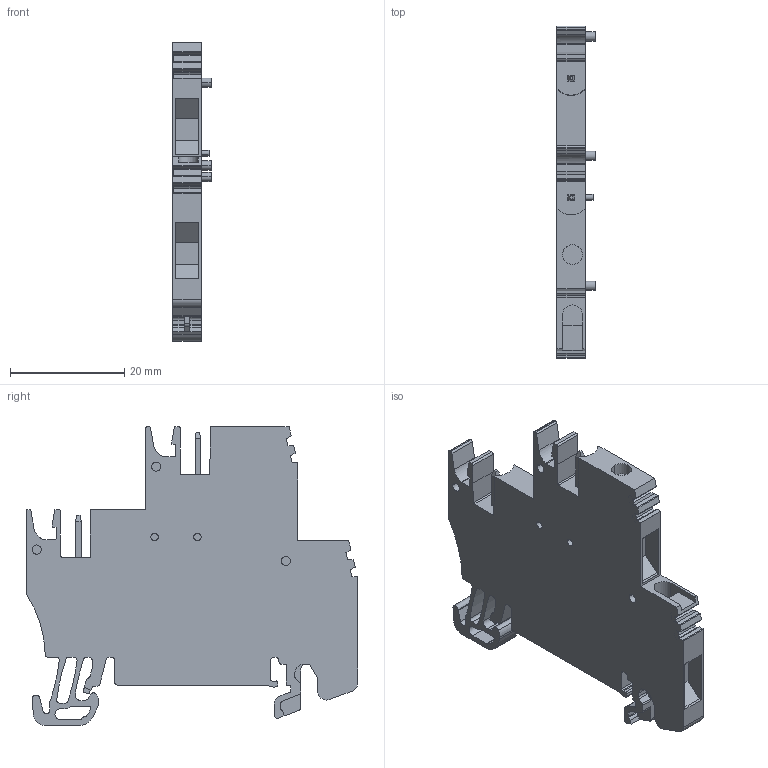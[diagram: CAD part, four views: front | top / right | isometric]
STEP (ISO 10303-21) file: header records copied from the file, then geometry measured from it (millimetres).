
FILE_DESCRIPTION(('CATIA V5 STEP Exchange','CAx-IF Rec.Pracs.--- Model Styling and Organization---1.4--- 2014-01-23'),'2;1');
FILE_NAME ('D1447053_0', '2020-01-24T11:41:22+00:00', ('none'), ('Weidmueller'), 'CATIA Version 5-6 Release 2016 SP3 HF44', 'CATIA V5 STEP AP214', 'none');
FILE_SCHEMA(('AUTOMOTIVE_DESIGN { 1 0 10303 214 1 1 1 1 }'));
Length unit declared in the file: millimetre
Products named in the file (1): 1027410000_WDK_2-5-BLZ-5.08-ZA_V
Bounding box: 6.71 x 58 x 52.25 mm (x, y, z)
Volume: 9294.8 mm3; surface area: 6187.6 mm2
Topology: 3 solids, 3 shells, 338 faces, 941 edges, 622 vertices
Faces by surface type: plane 204, cylinder 128, cone 4, extrusion 2
Entity records: 10359 total; most frequent: ORIENTED_EDGE 1882, CARTESIAN_POINT 1853, DIRECTION 1513, EDGE_CURVE 941, VECTOR 671, LINE 669, VERTEX_POINT 622, AXIS2_PLACEMENT_3D 558
